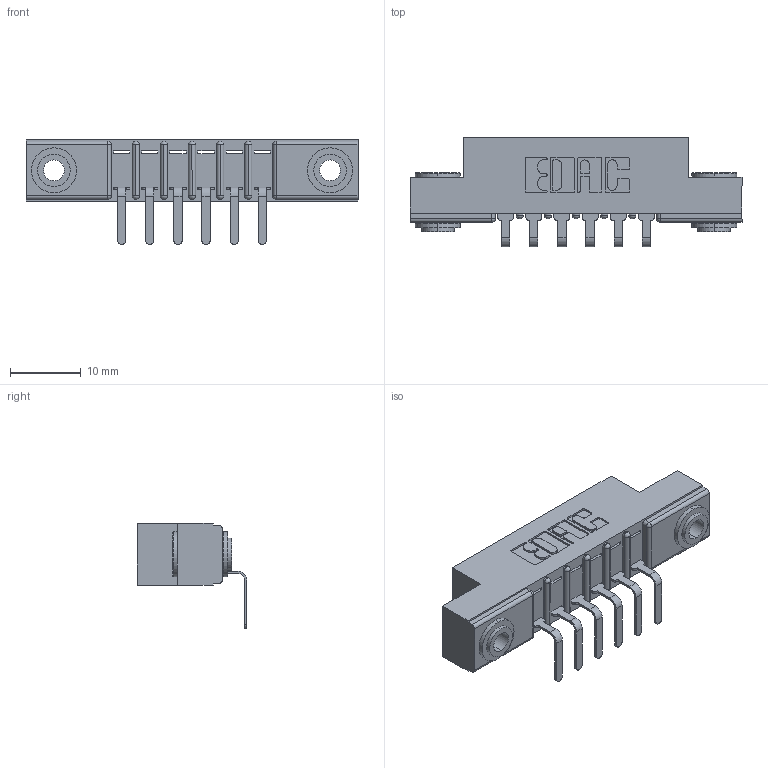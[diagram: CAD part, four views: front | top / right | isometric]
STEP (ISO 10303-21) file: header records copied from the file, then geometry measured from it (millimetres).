
FILE_DESCRIPTION (( 'STEP AP203' ), '1' );
FILE_NAME ('307-006-559-103.STEP', '2019-09-04T15:27:47', ( '' ), ( '' ), 'SwSTEP 2.0', 'SolidWorks 2016', '' );
FILE_SCHEMA (( 'CONFIG_CONTROL_DESIGN' ));
Length unit declared in the file: inch
Products named in the file (4): 307 Part_.156 Dia Mounting Holes; 307-006-559-103; 345-250-002_345-250-002-102; 307-290-001_558 559 - 1 (Single)
Assembly tree (9 placements, depth 2):
  307-006-559-103
    307 Part_.156 Dia Mounting Holes
    307-290-001_558 559 - 1 (Single)  x6
    345-250-002_345-250-002-102  x2
Bounding box: 46.79 x 15.46 x 14.81 mm (x, y, z)
Volume: 3002.4 mm3; surface area: 4347.3 mm2
Topology: 9 solids, 9 shells, 537 faces, 1479 edges, 954 vertices
Faces by surface type: plane 328, cylinder 187, sphere 14, cone 8
Entity records: 10751 total; most frequent: CARTESIAN_POINT 1777, DIRECTION 1765, ORIENTED_EDGE 1754, EDGE_CURVE 877, LINE 649, VECTOR 649, VERTEX_POINT 570, AXIS2_PLACEMENT_3D 558
